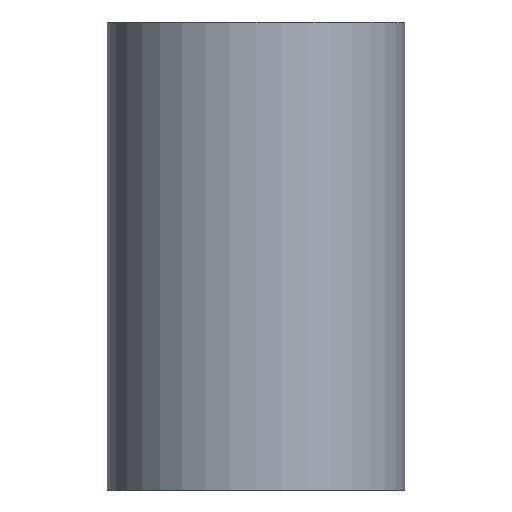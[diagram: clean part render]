
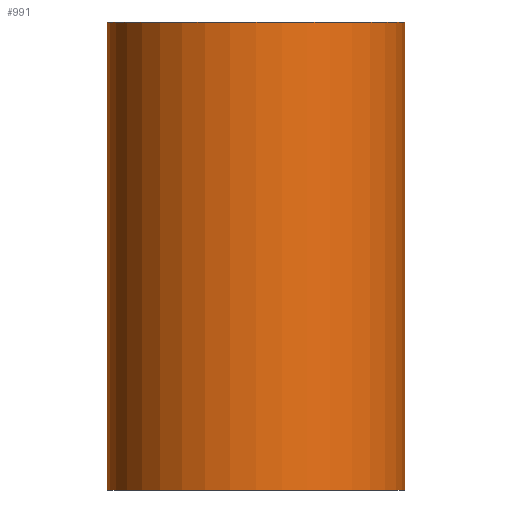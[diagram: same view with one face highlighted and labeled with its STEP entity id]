
A CAD part, front view. The second image highlights one B-rep face of the part: STEP entity #991.
In plain terms, the highlighted cylindrical face has radius 54 mm (diameter 108 mm), a full revolution.
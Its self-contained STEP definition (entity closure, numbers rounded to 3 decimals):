
#969=CYLINDRICAL_SURFACE('',#2489,54.);
#991=ADVANCED_FACE('',(#1180,#1181),#969,.T.);
#1180=FACE_BOUND('',#1271,.T.);
#1181=FACE_BOUND('',#1272,.T.);
#1271=EDGE_LOOP('',(#1440));
#1272=EDGE_LOOP('',(#1441));
#1440=ORIENTED_EDGE('',*,*,#2171,.F.);
#1441=ORIENTED_EDGE('',*,*,#2173,.T.);
#1977=VERTEX_POINT('',#3157);
#1979=VERTEX_POINT('',#3162);
#2171=EDGE_CURVE('',#1977,#1977,#2442,.T.);
#2173=EDGE_CURVE('',#1979,#1979,#2444,.T.);
#2442=CIRCLE('',#2483,54.);
#2444=CIRCLE('',#2486,54.);
#2483=AXIS2_PLACEMENT_3D('',#3156,#2632,#2633);
#2486=AXIS2_PLACEMENT_3D('',#3161,#2638,#2639);
#2489=AXIS2_PLACEMENT_3D('',#3165,#2644,#2645);
#2632=DIRECTION('',(0.,0.,1.));
#2633=DIRECTION('',(1.,0.,0.));
#2638=DIRECTION('',(0.,0.,1.));
#2639=DIRECTION('',(1.,0.,0.));
#2644=DIRECTION('',(0.,0.,-1.));
#2645=DIRECTION('',(-1.,0.,0.));
#3156=CARTESIAN_POINT('',(0.,0.,0.));
#3157=CARTESIAN_POINT('',(54.,0.,0.));
#3161=CARTESIAN_POINT('',(0.,0.,-170.));
#3162=CARTESIAN_POINT('',(54.,0.,-170.));
#3165=CARTESIAN_POINT('',(0.,0.,0.));
